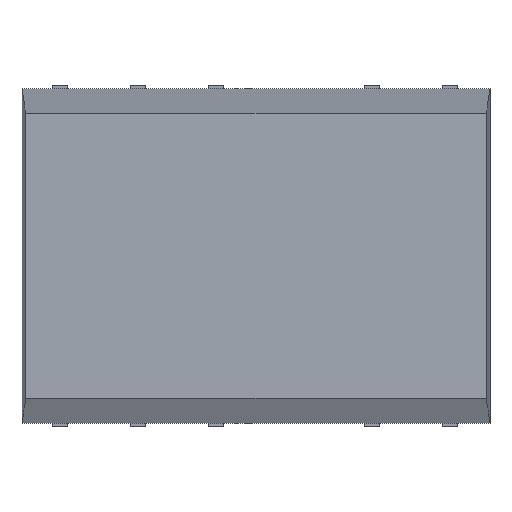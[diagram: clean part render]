
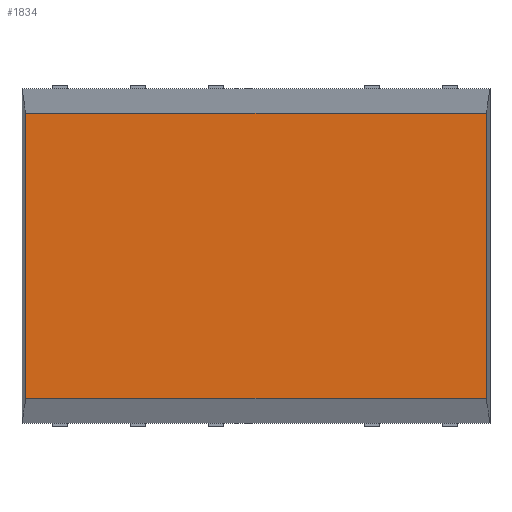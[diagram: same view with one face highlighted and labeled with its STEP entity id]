
A CAD part, top view. The second image highlights one B-rep face of the part: STEP entity #1834.
In plain terms, the highlighted planar face has unit normal (0, 0, 1).
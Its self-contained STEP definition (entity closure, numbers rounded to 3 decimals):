
#401 = PLANE('',#402);
#402 = AXIS2_PLACEMENT_3D('',#403,#404,#405);
#403 = CARTESIAN_POINT('',(36.855,22.425,6.8));
#404 = DIRECTION('',(0.,-0.987,-0.159));
#405 = DIRECTION('',(0.,0.159,-0.987));
#498 = PLANE('',#499);
#499 = AXIS2_PLACEMENT_3D('',#500,#501,#502);
#500 = CARTESIAN_POINT('',(36.725,-14.41,6.8));
#501 = DIRECTION('',(-1.,0.,-0.026));
#502 = DIRECTION('',(0.026,0.,
    -1.));
#666 = PLANE('',#667);
#667 = AXIS2_PLACEMENT_3D('',#668,#669,#670);
#668 = CARTESIAN_POINT('',(21.745,10.95,6.8));
#669 = DIRECTION('',(-1.,0.,0.026));
#670 = DIRECTION('',(-0.026,0.,
    -1.));
#811 = PLANE('',#812);
#812 = AXIS2_PLACEMENT_3D('',#813,#814,#815);
#813 = CARTESIAN_POINT('',(36.855,12.33,1.8));
#814 = DIRECTION('',(0.,0.987,-0.159));
#815 = DIRECTION('',(0.,0.159,0.987));
#1234 = VERTEX_POINT('',#1235);
#1235 = CARTESIAN_POINT('',(36.725,22.425,6.8));
#1254 = EDGE_CURVE('',#1234,#1255,#1257,.T.);
#1255 = VERTEX_POINT('',#1256);
#1256 = CARTESIAN_POINT('',(21.745,22.425,6.8));
#1257 = SURFACE_CURVE('',#1258,(#1262,#1269),.PCURVE_S1.);
#1258 = LINE('',#1259,#1260);
#1259 = CARTESIAN_POINT('',(36.855,22.425,6.8));
#1260 = VECTOR('',#1261,1.);
#1261 = DIRECTION('',(-1.,0.,0.));
#1262 = PCURVE('',#401,#1263);
#1263 = DEFINITIONAL_REPRESENTATION('',(#1264),#1268);
#1264 = LINE('',#1265,#1266);
#1265 = CARTESIAN_POINT('',(0.,0.));
#1266 = VECTOR('',#1267,1.);
#1267 = DIRECTION('',(0.,-1.));
#1268 = ( GEOMETRIC_REPRESENTATION_CONTEXT(2) 
PARAMETRIC_REPRESENTATION_CONTEXT() REPRESENTATION_CONTEXT('2D SPACE',''
  ) );
#1269 = PCURVE('',#1270,#1275);
#1270 = PLANE('',#1271);
#1271 = AXIS2_PLACEMENT_3D('',#1272,#1273,#1274);
#1272 = CARTESIAN_POINT('',(36.855,13.135,6.8));
#1273 = DIRECTION('',(0.,0.,-1.));
#1274 = DIRECTION('',(0.,1.,0.));
#1275 = DEFINITIONAL_REPRESENTATION('',(#1276),#1280);
#1276 = LINE('',#1277,#1278);
#1277 = CARTESIAN_POINT('',(9.29,0.));
#1278 = VECTOR('',#1279,1.);
#1279 = DIRECTION('',(0.,-1.));
#1280 = ( GEOMETRIC_REPRESENTATION_CONTEXT(2) 
PARAMETRIC_REPRESENTATION_CONTEXT() REPRESENTATION_CONTEXT('2D SPACE',''
  ) );
#1305 = VERTEX_POINT('',#1306);
#1306 = CARTESIAN_POINT('',(36.725,13.135,6.8));
#1325 = EDGE_CURVE('',#1305,#1234,#1326,.T.);
#1326 = SURFACE_CURVE('',#1327,(#1331,#1338),.PCURVE_S1.);
#1327 = LINE('',#1328,#1329);
#1328 = CARTESIAN_POINT('',(36.725,-14.41,6.8));
#1329 = VECTOR('',#1330,1.);
#1330 = DIRECTION('',(0.,1.,0.));
#1331 = PCURVE('',#498,#1332);
#1332 = DEFINITIONAL_REPRESENTATION('',(#1333),#1337);
#1333 = LINE('',#1334,#1335);
#1334 = CARTESIAN_POINT('',(0.,0.));
#1335 = VECTOR('',#1336,1.);
#1336 = DIRECTION('',(0.,-1.));
#1337 = ( GEOMETRIC_REPRESENTATION_CONTEXT(2) 
PARAMETRIC_REPRESENTATION_CONTEXT() REPRESENTATION_CONTEXT('2D SPACE',''
  ) );
#1338 = PCURVE('',#1270,#1339);
#1339 = DEFINITIONAL_REPRESENTATION('',(#1340),#1344);
#1340 = LINE('',#1341,#1342);
#1341 = CARTESIAN_POINT('',(-27.545,-0.13));
#1342 = VECTOR('',#1343,1.);
#1343 = DIRECTION('',(1.,0.));
#1344 = ( GEOMETRIC_REPRESENTATION_CONTEXT(2) 
PARAMETRIC_REPRESENTATION_CONTEXT() REPRESENTATION_CONTEXT('2D SPACE',''
  ) );
#1553 = VERTEX_POINT('',#1554);
#1554 = CARTESIAN_POINT('',(21.745,13.135,6.8));
#1573 = EDGE_CURVE('',#1553,#1255,#1574,.T.);
#1574 = SURFACE_CURVE('',#1575,(#1579,#1586),.PCURVE_S1.);
#1575 = LINE('',#1576,#1577);
#1576 = CARTESIAN_POINT('',(21.745,10.95,6.8));
#1577 = VECTOR('',#1578,1.);
#1578 = DIRECTION('',(0.,1.,0.));
#1579 = PCURVE('',#666,#1580);
#1580 = DEFINITIONAL_REPRESENTATION('',(#1581),#1585);
#1581 = LINE('',#1582,#1583);
#1582 = CARTESIAN_POINT('',(0.,0.));
#1583 = VECTOR('',#1584,1.);
#1584 = DIRECTION('',(0.,-1.));
#1585 = ( GEOMETRIC_REPRESENTATION_CONTEXT(2) 
PARAMETRIC_REPRESENTATION_CONTEXT() REPRESENTATION_CONTEXT('2D SPACE',''
  ) );
#1586 = PCURVE('',#1270,#1587);
#1587 = DEFINITIONAL_REPRESENTATION('',(#1588),#1592);
#1588 = LINE('',#1589,#1590);
#1589 = CARTESIAN_POINT('',(-2.185,-15.11));
#1590 = VECTOR('',#1591,1.);
#1591 = DIRECTION('',(1.,0.));
#1592 = ( GEOMETRIC_REPRESENTATION_CONTEXT(2) 
PARAMETRIC_REPRESENTATION_CONTEXT() REPRESENTATION_CONTEXT('2D SPACE',''
  ) );
#1803 = EDGE_CURVE('',#1305,#1553,#1804,.T.);
#1804 = SURFACE_CURVE('',#1805,(#1809,#1816),.PCURVE_S1.);
#1805 = LINE('',#1806,#1807);
#1806 = CARTESIAN_POINT('',(36.855,13.135,6.8));
#1807 = VECTOR('',#1808,1.);
#1808 = DIRECTION('',(-1.,0.,0.));
#1809 = PCURVE('',#811,#1810);
#1810 = DEFINITIONAL_REPRESENTATION('',(#1811),#1815);
#1811 = LINE('',#1812,#1813);
#1812 = CARTESIAN_POINT('',(5.064,0.));
#1813 = VECTOR('',#1814,1.);
#1814 = DIRECTION('',(0.,-1.));
#1815 = ( GEOMETRIC_REPRESENTATION_CONTEXT(2) 
PARAMETRIC_REPRESENTATION_CONTEXT() REPRESENTATION_CONTEXT('2D SPACE',''
  ) );
#1816 = PCURVE('',#1270,#1817);
#1817 = DEFINITIONAL_REPRESENTATION('',(#1818),#1822);
#1818 = LINE('',#1819,#1820);
#1819 = CARTESIAN_POINT('',(0.,0.));
#1820 = VECTOR('',#1821,1.);
#1821 = DIRECTION('',(0.,-1.));
#1822 = ( GEOMETRIC_REPRESENTATION_CONTEXT(2) 
PARAMETRIC_REPRESENTATION_CONTEXT() REPRESENTATION_CONTEXT('2D SPACE',''
  ) );
#1834 = ADVANCED_FACE('',(#1835),#1270,.F.);
#1835 = FACE_BOUND('',#1836,.F.);
#1836 = EDGE_LOOP('',(#1837,#1838,#1839,#1840));
#1837 = ORIENTED_EDGE('',*,*,#1325,.F.);
#1838 = ORIENTED_EDGE('',*,*,#1803,.T.);
#1839 = ORIENTED_EDGE('',*,*,#1573,.T.);
#1840 = ORIENTED_EDGE('',*,*,#1254,.F.);
